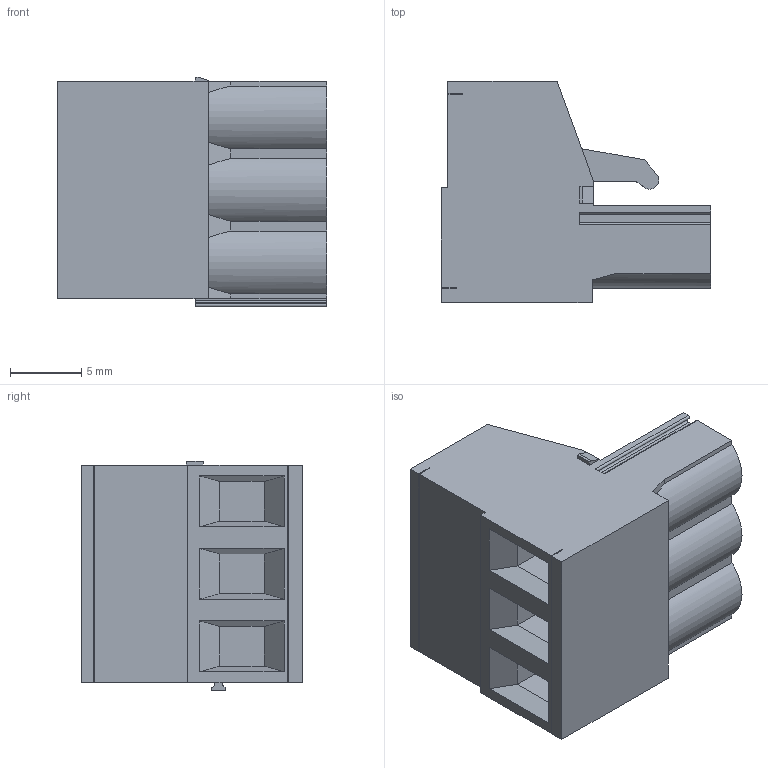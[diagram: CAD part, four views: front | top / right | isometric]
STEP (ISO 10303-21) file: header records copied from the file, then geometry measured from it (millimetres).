
FILE_DESCRIPTION(('STEP AP214'),'1');
FILE_NAME('SH03-5,08-M.stp','2019-09-18T07:31:01',(' '),(' '),'Spatial InterOp 3D',' ',' ');
FILE_SCHEMA(('automotive_design'));
Length unit declared in the file: metre
Products named in the file (1): 1
Bounding box: 18.85 x 15.5 x 16.1 mm (x, y, z)
Volume: 2641.6 mm3; surface area: 2076.8 mm2
Topology: 1 solids, 1 shells, 160 faces, 420 edges, 275 vertices
Faces by surface type: plane 135, cylinder 22, cone 3
Full cylindrical faces by diameter (mm): 1.6 x3, 3.8 x3, 4 x3
Entity records: 6022 total; most frequent: CARTESIAN_POINT 826, ORIENTED_EDGE 798, DIRECTION 783, EDGE_CURVE 399, LINE 337, VECTOR 337, VERTEX_POINT 266, AXIS2_PLACEMENT_3D 223
